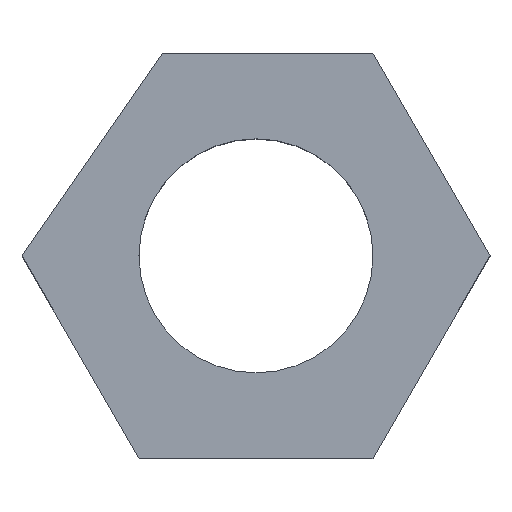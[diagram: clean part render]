
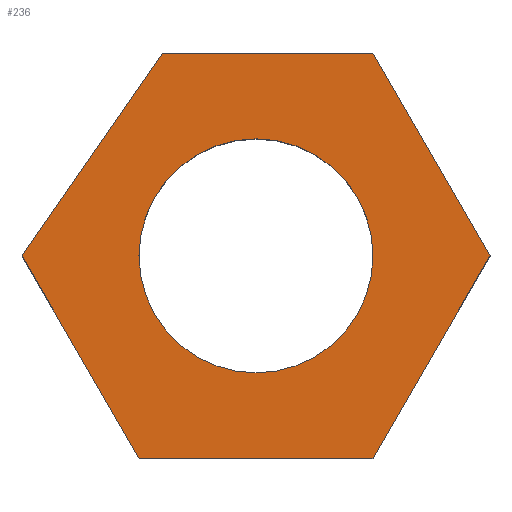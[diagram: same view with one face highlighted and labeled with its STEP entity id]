
A CAD part, top view. The second image highlights one B-rep face of the part: STEP entity #236.
In plain terms, the highlighted planar face has unit normal (0, 0, 1).
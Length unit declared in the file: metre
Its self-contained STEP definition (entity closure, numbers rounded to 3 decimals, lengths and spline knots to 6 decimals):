
#4 = CARTESIAN_POINT('NONE', (-0.007938, 0, -0));
#5 = VERTEX_POINT('NONE', #4);
#6 = CARTESIAN_POINT('NONE', (-0.003175, 0.006874, -0));
#7 = VERTEX_POINT('NONE', #6);
#12 = CARTESIAN_POINT('NONE', (0.003969, 0.006874, -0));
#13 = VERTEX_POINT('NONE', #12);
#16 = CARTESIAN_POINT('NONE', (0.007938, 0., -0));
#17 = VERTEX_POINT('NONE', #16);
#20 = CARTESIAN_POINT('NONE', (0.003969, -0.006874, -0));
#21 = VERTEX_POINT('NONE', #20);
#24 = CARTESIAN_POINT('NONE', (-0.003969, -0.006874, -0));
#25 = VERTEX_POINT('NONE', #24);
#28 = CARTESIAN_POINT('NONE', (-0.003969, 0., -0));
#29 = VERTEX_POINT('NONE', #28);
#32 = DIRECTION('NONE', (0.569, 0.822, 0));
#33 = VECTOR('NONE', #32, 1);
#34 = CARTESIAN_POINT('NONE', (-0.007938, 0, -0));
#35 = LINE('NONE', #34, #33);
#48 = DIRECTION('NONE', (1, 0, 0));
#49 = VECTOR('NONE', #48, 1);
#50 = CARTESIAN_POINT('NONE', (-0.003175, 0.006874, -0));
#51 = LINE('NONE', #50, #49);
#60 = DIRECTION('NONE', (0.5, -0.866, 0));
#61 = VECTOR('NONE', #60, 1);
#62 = CARTESIAN_POINT('NONE', (0.003969, 0.006874, -0));
#63 = LINE('NONE', #62, #61);
#72 = DIRECTION('NONE', (-0.5, -0.866, 0));
#73 = VECTOR('NONE', #72, 1);
#74 = CARTESIAN_POINT('NONE', (0.007938, 0., -0));
#75 = LINE('NONE', #74, #73);
#84 = DIRECTION('NONE', (-1, 0., 0));
#85 = VECTOR('NONE', #84, 1);
#86 = CARTESIAN_POINT('NONE', (0.003969, -0.006874, -0));
#87 = LINE('NONE', #86, #85);
#96 = DIRECTION('NONE', (-0.5, 0.866, 0));
#97 = VECTOR('NONE', #96, 1);
#98 = CARTESIAN_POINT('NONE', (-0.003969, -0.006874, -0));
#99 = LINE('NONE', #98, #97);
#104 = DIRECTION('NONE', (-1, 0., -0));
#105 = DIRECTION('NONE', (0, -0, 1));
#106 = CARTESIAN_POINT('NONE', (0, 0, 0));
#107 = AXIS2_PLACEMENT_3D('NONE', #106, #105, #104);
#108 = CIRCLE('NONE', #107, 0.003969);
#118 = EDGE_CURVE('NONE', #5, #7, #35, .T.);
#122 = EDGE_CURVE('NONE', #7, #13, #51, .T.);
#125 = EDGE_CURVE('NONE', #13, #17, #63, .T.);
#128 = EDGE_CURVE('NONE', #17, #21, #75, .T.);
#131 = EDGE_CURVE('NONE', #21, #25, #87, .T.);
#134 = EDGE_CURVE('NONE', #25, #5, #99, .T.);
#136 = EDGE_CURVE('NONE', #29, #29, #108, .T.);
#168 = CARTESIAN_POINT('NONE', (0, 0, -0));
#169 = DIRECTION('NONE', (0, -0, -1));
#170 = AXIS2_PLACEMENT_3D('NONE', #168, #169, $);
#171 = PLANE('NONE', #170);
#225 = ORIENTED_EDGE('NONE', *, *, #134, .F.);
#226 = ORIENTED_EDGE('NONE', *, *, #131, .F.);
#227 = ORIENTED_EDGE('NONE', *, *, #128, .F.);
#228 = ORIENTED_EDGE('NONE', *, *, #125, .F.);
#229 = ORIENTED_EDGE('NONE', *, *, #122, .F.);
#230 = ORIENTED_EDGE('NONE', *, *, #118, .F.);
#231 = ORIENTED_EDGE('NONE', *, *, #136, .F.);
#232 = EDGE_LOOP('NONE', (#225, #226, #227, #228, #229, #230));
#233 = FACE_BOUND('NONE', #232, .T.);
#234 = EDGE_LOOP('NONE', (#231));
#235 = FACE_BOUND('NONE', #234, .T.);
#236 = ADVANCED_FACE('NONE', (#233, #235), #171, .F.);
